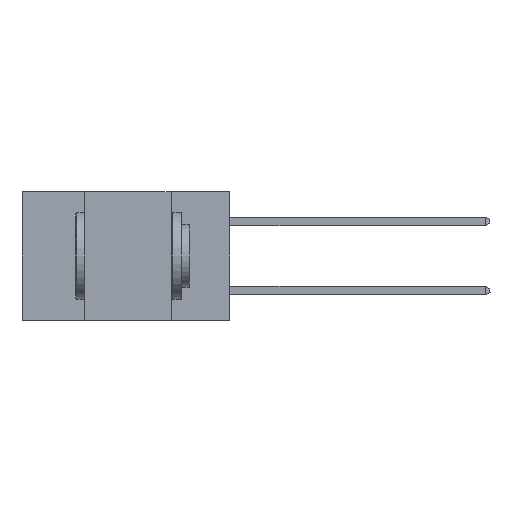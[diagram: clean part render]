
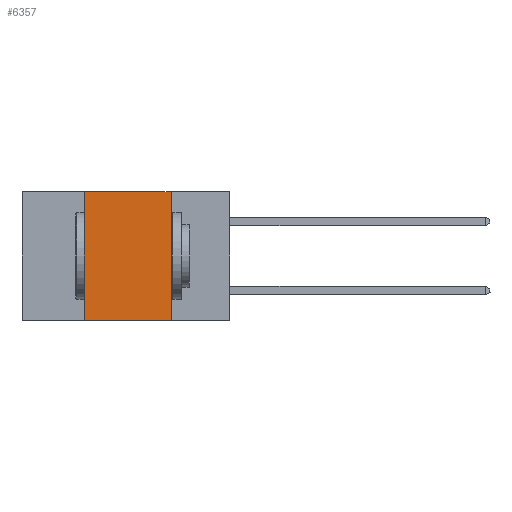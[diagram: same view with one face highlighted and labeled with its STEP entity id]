
A CAD part, left-side view. The second image highlights one B-rep face of the part: STEP entity #6357.
In plain terms, the highlighted planar face has unit normal (-1, 0, 0).
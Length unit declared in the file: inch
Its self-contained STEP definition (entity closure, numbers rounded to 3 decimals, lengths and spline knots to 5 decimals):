
#331 = DIRECTION ( 'NONE',  ( 0., -1., 0. ) ) ;
#431 = DIRECTION ( 'NONE',  ( 0., 0., 1. ) ) ;
#466 = CARTESIAN_POINT ( 'NONE',  ( 0., 0.42, 0. ) ) ;
#503 = DIRECTION ( 'NONE',  ( 0., 0., -1. ) ) ;
#590 = EDGE_CURVE ( 'NONE', #6998, #5369, #3070, .T. ) ;
#908 = VERTEX_POINT ( 'NONE', #1739 ) ;
#1095 = ORIENTED_EDGE ( 'NONE', *, *, #2307, .F. ) ;
#1115 = VECTOR ( 'NONE', #9128, 39.37008 ) ;
#1298 = AXIS2_PLACEMENT_3D ( 'NONE', #1666, #2553, #8491 ) ;
#1549 = LINE ( 'NONE', #5345, #8395 ) ;
#1666 = CARTESIAN_POINT ( 'NONE',  ( 0., 0.6, 0. ) ) ;
#1739 = CARTESIAN_POINT ( 'NONE',  ( 0., 0.17, 0. ) ) ;
#1925 = CARTESIAN_POINT ( 'NONE',  ( 0., 0.6, -0.37 ) ) ;
#1987 = CARTESIAN_POINT ( 'NONE',  ( 0., 0.6, 0. ) ) ;
#2205 = ORIENTED_EDGE ( 'NONE', *, *, #9635, .F. ) ;
#2307 = EDGE_CURVE ( 'NONE', #908, #10091, #1549, .T. ) ;
#2553 = DIRECTION ( 'NONE',  ( 1., 0., 0. ) ) ;
#3070 = LINE ( 'NONE', #6231, #3584 ) ;
#3584 = VECTOR ( 'NONE', #431, 39.37008 ) ;
#4005 = EDGE_LOOP ( 'NONE', ( #1095, #2205, #8531, #5567 ) ) ;
#5345 = CARTESIAN_POINT ( 'NONE',  ( 0., 0.17, 0. ) ) ;
#5369 = VERTEX_POINT ( 'NONE', #466 ) ;
#5413 = VECTOR ( 'NONE', #331, 39.37008 ) ;
#5567 = ORIENTED_EDGE ( 'NONE', *, *, #8978, .T. ) ;
#6231 = CARTESIAN_POINT ( 'NONE',  ( 0., 0.42, 0. ) ) ;
#6357 = ADVANCED_FACE ( 'NONE', ( #7022 ), #8924, .F. ) ;
#6998 = VERTEX_POINT ( 'NONE', #7560 ) ;
#7022 = FACE_OUTER_BOUND ( 'NONE', #4005, .T. ) ;
#7329 = CARTESIAN_POINT ( 'NONE',  ( 0., 0.17, -0.37 ) ) ;
#7462 = LINE ( 'NONE', #1925, #1115 ) ;
#7560 = CARTESIAN_POINT ( 'NONE',  ( 0., 0.42, -0.37 ) ) ;
#8395 = VECTOR ( 'NONE', #503, 39.37008 ) ;
#8491 = DIRECTION ( 'NONE',  ( 0., 0., -1. ) ) ;
#8531 = ORIENTED_EDGE ( 'NONE', *, *, #590, .F. ) ;
#8924 = PLANE ( 'NONE',  #1298 ) ;
#8978 = EDGE_CURVE ( 'NONE', #6998, #10091, #7462, .T. ) ;
#9128 = DIRECTION ( 'NONE',  ( 0., -1., 0. ) ) ;
#9371 = LINE ( 'NONE', #1987, #5413 ) ;
#9635 = EDGE_CURVE ( 'NONE', #5369, #908, #9371, .T. ) ;
#10091 = VERTEX_POINT ( 'NONE', #7329 ) ;
